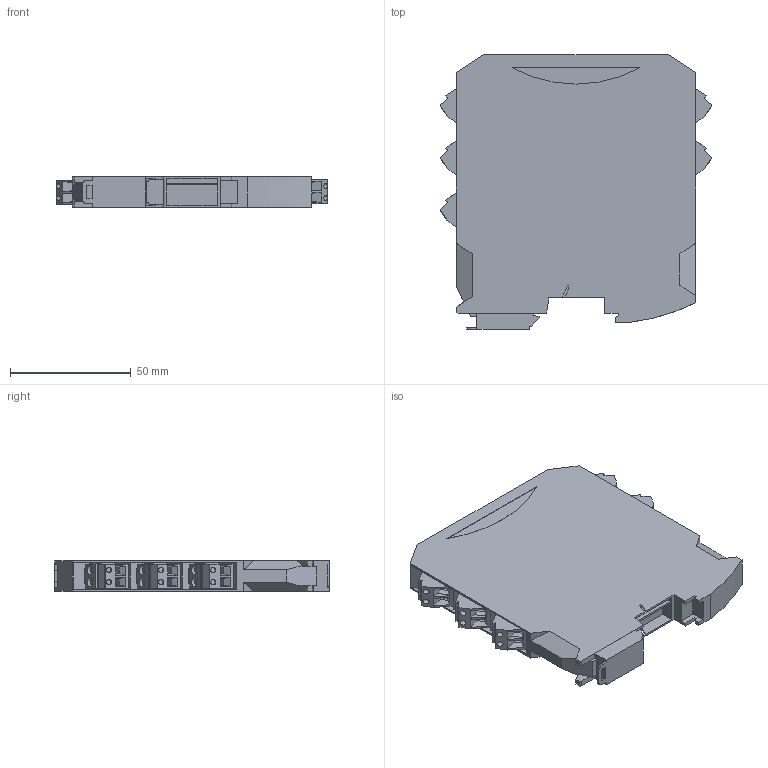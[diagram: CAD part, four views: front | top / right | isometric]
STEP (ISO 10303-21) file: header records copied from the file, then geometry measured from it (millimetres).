
FILE_DESCRIPTION (( 'STEP AP214' ), '1' );
FILE_NAME ('9260-19-11-10s.STEP', '2021-03-02T16:49:40', ( '' ), ( '' ), 'SwSTEP 2.0', 'SolidWorks 2019', '' );
FILE_SCHEMA (( 'AUTOMOTIVE_DESIGN' ));
Length unit declared in the file: inch
Products named in the file (1): 9260-19-11-10s
Bounding box: 112.49 x 113.7 x 12.6 mm (x, y, z)
Volume: 127078.1 mm3; surface area: 41655.5 mm2
Topology: 7 solids, 7 shells, 956 faces, 2517 edges, 1650 vertices
Faces by surface type: plane 854, cylinder 92, cone 10
Full cylindrical faces by diameter (mm): 1.53 x10, 2.23 x10, 2.8 x6, 3 x10, 4 x10
Entity records: 28423 total; most frequent: CARTESIAN_POINT 5218, ORIENTED_EDGE 4822, DIRECTION 4459, EDGE_CURVE 2411, VECTOR 2157, LINE 2157, VERTEX_POINT 1610, AXIS2_PLACEMENT_3D 1151
